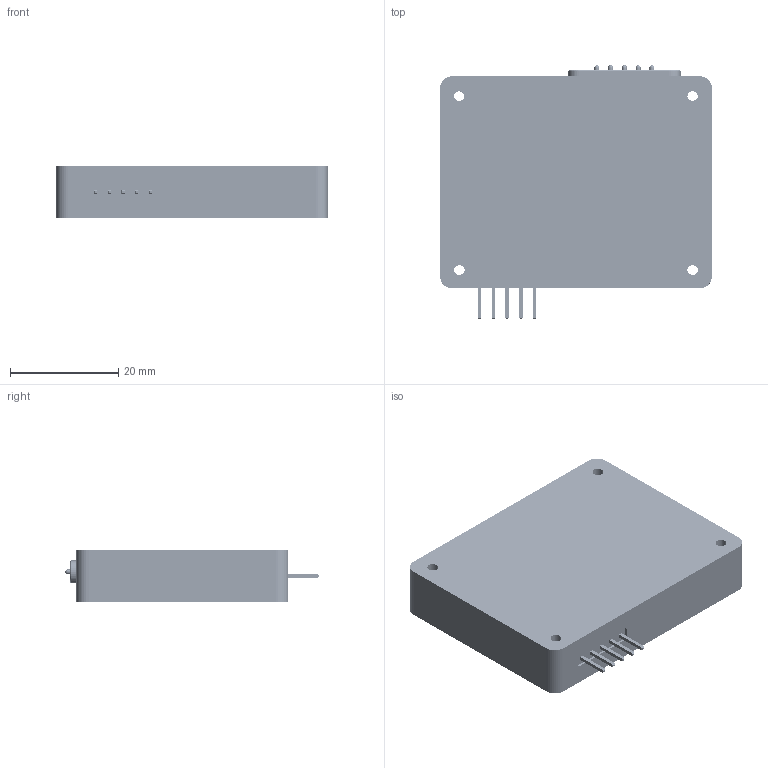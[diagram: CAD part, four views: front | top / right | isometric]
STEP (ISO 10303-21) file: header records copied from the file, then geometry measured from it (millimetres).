
FILE_DESCRIPTION(/* description */ (''),/* implementation_level */ '2;1');
FILE_NAME(/* name */ 'complete enclosure keyboard.step',/* time_stamp */ '2025-09-05T19:55:18+05:30',/* author */ (''),/* organization */ (''),/* preprocessor_version */ 'ST-DEVELOPER v20.1',/* originating_system */ 'Autodesk Translation Framework v14.10.0.0',/* authorisation */ '');
FILE_SCHEMA (('AUTOMOTIVE_DESIGN { 1 0 10303 214 3 1 1 }'));
Products named in the file (16): complete enclosure; base keyboard; keyboard 1; LED_0603_1608Metric; LED_0603_1608Metric_Castellated; PinHeader_1x05_P2.54mm_Horizontal; TQFP-32_7x7mm_P0.8mm; keyboard_silkscreen; keyboard_PCB; User Library-WS2812-2020; SW_SPST_B3U-1000P-B; Oscillator_SMD_SeikoEpson_SG210-4Pin_2.5x2.0mm; C_0603_1608Metric; R_0603_1608Metric; Magnetic Pogo Connector 5 Pin (Type 2); top keyboard enclosure
Assembly tree (63 placements, depth 4):
  complete enclosure
    base keyboard
      keyboard 1
        SW_SPST_B3U-1000P-B  x41
        User Library-WS2812-2020  x4
        LED_0603_1608Metric
        LED_0603_1608Metric_Castellated
        PinHeader_1x05_P2.54mm_Horizontal
        C_0603_1608Metric  x3
        TQFP-32_7x7mm_P0.8mm
        R_0603_1608Metric  x3
        Oscillator_SMD_SeikoEpson_SG210-4Pin_2.5x2.0mm  x2
        keyboard_silkscreen
        keyboard_PCB
      Magnetic Pogo Connector 5 Pin (Type 2)
    top keyboard enclosure
Bounding box: 50.15 x 46.8 x 9.73 mm (x, y, z)
Volume: 12387.5 mm3; surface area: 17473.4 mm2
Topology: 123 solids, 593 shells, 12866 faces, 40061 edges, 26831 vertices
Faces by surface type: plane 6533, cylinder 4825, torus 751, sphere 702, bspline 46, cone 9
Full cylindrical faces by diameter (mm): 0.5 x1, 0.65 x41, 0.8 x5, 0.9 x5, 1 x5, 1.5 x51, 2 x12, 3 x4
Entity records: 129788 total; most frequent: CARTESIAN_POINT 27605, DIRECTION 19956, ORIENTED_EDGE 17114, EDGE_CURVE 12902, VERTEX_POINT 11369, LINE 10060, VECTOR 10060, AXIS2_PLACEMENT_3D 4948
